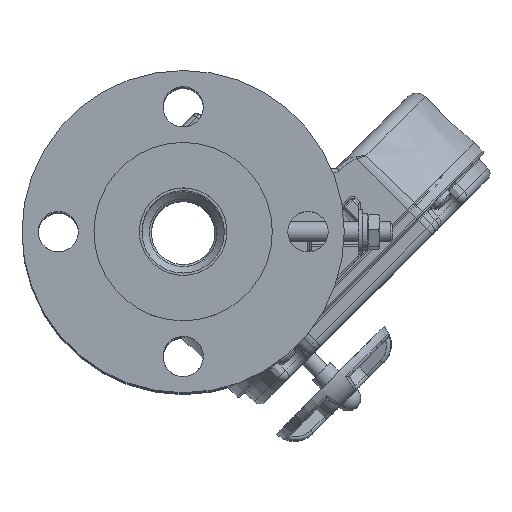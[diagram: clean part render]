
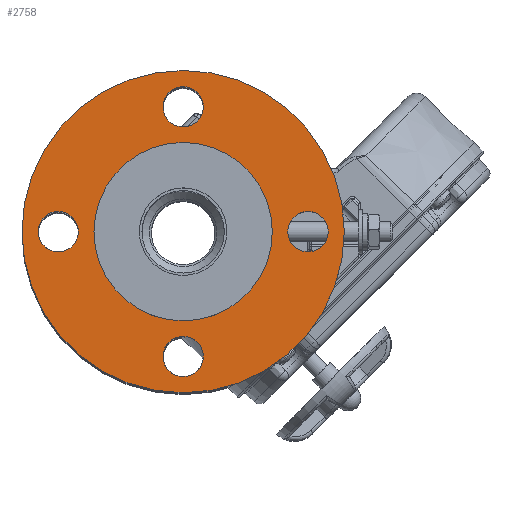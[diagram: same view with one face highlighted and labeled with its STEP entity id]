
A CAD part, top view. The second image highlights one B-rep face of the part: STEP entity #2758.
In plain terms, the highlighted planar face has unit normal (0, 0, 1).
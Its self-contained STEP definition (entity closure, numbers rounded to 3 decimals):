
#1186=FACE_BOUND('',#4862,.T.);
#1187=FACE_BOUND('',#4863,.T.);
#1188=FACE_BOUND('',#4864,.T.);
#1189=FACE_BOUND('',#4865,.T.);
#1190=FACE_BOUND('',#4866,.T.);
#1191=FACE_BOUND('',#4867,.T.);
#2758=ADVANCED_FACE('',(#1186,#1187,#1188,#1189,#1190,#1191),#3659,.T.);
#3659=PLANE('',#16345);
#4862=EDGE_LOOP('',(#7645));
#4863=EDGE_LOOP('',(#7646));
#4864=EDGE_LOOP('',(#7647));
#4865=EDGE_LOOP('',(#7648));
#4866=EDGE_LOOP('',(#7649));
#4867=EDGE_LOOP('',(#7650));
#6008=CIRCLE('',#16339,7.95);
#6009=CIRCLE('',#16340,7.95);
#6010=CIRCLE('',#16341,7.95);
#6011=CIRCLE('',#16342,7.95);
#6012=CIRCLE('',#16343,35.15);
#6013=CIRCLE('',#16344,63.5);
#7645=ORIENTED_EDGE('',*,*,#12919,.T.);
#7646=ORIENTED_EDGE('',*,*,#12920,.T.);
#7647=ORIENTED_EDGE('',*,*,#12921,.T.);
#7648=ORIENTED_EDGE('',*,*,#12922,.T.);
#7649=ORIENTED_EDGE('',*,*,#12923,.F.);
#7650=ORIENTED_EDGE('',*,*,#12924,.F.);
#11476=VERTEX_POINT('',#32647);
#11477=VERTEX_POINT('',#32649);
#11478=VERTEX_POINT('',#32651);
#11479=VERTEX_POINT('',#32653);
#11480=VERTEX_POINT('',#32655);
#11481=VERTEX_POINT('',#32657);
#12919=EDGE_CURVE('',#11476,#11476,#6008,.T.);
#12920=EDGE_CURVE('',#11477,#11477,#6009,.T.);
#12921=EDGE_CURVE('',#11478,#11478,#6010,.T.);
#12922=EDGE_CURVE('',#11479,#11479,#6011,.T.);
#12923=EDGE_CURVE('',#11480,#11480,#6012,.T.);
#12924=EDGE_CURVE('',#11481,#11481,#6013,.T.);
#16339=AXIS2_PLACEMENT_3D('',#32646,#18876,#18877);
#16340=AXIS2_PLACEMENT_3D('',#32648,#18878,#18879);
#16341=AXIS2_PLACEMENT_3D('',#32650,#18880,#18881);
#16342=AXIS2_PLACEMENT_3D('',#32652,#18882,#18883);
#16343=AXIS2_PLACEMENT_3D('',#32654,#18884,#18885);
#16344=AXIS2_PLACEMENT_3D('',#32656,#18886,#18887);
#16345=AXIS2_PLACEMENT_3D('',#32658,#18888,#18889);
#18876=DIRECTION('',(0.,0.,-1.));
#18877=DIRECTION('',(-0.707,-0.707,0.));
#18878=DIRECTION('',(0.,0.,-1.));
#18879=DIRECTION('',(0.707,-0.707,0.));
#18880=DIRECTION('',(0.,0.,-1.));
#18881=DIRECTION('',(0.707,0.707,0.));
#18882=DIRECTION('',(0.,0.,-1.));
#18883=DIRECTION('',(-0.707,0.707,0.));
#18884=DIRECTION('',(0.,0.,1.));
#18885=DIRECTION('',(1.,0.,0.));
#18886=DIRECTION('',(0.,0.,-1.));
#18887=DIRECTION('',(-1.,0.,0.));
#18888=DIRECTION('',(0.,0.,1.));
#18889=DIRECTION('',(1.,0.,0.));
#32646=CARTESIAN_POINT('',(-1.588,49.2,185.413));
#32647=CARTESIAN_POINT('',(-7.209,43.579,185.413));
#32648=CARTESIAN_POINT('',(-50.788,0.,185.413));
#32649=CARTESIAN_POINT('',(-45.166,-5.621,185.413));
#32650=CARTESIAN_POINT('',(-1.588,-49.2,185.413));
#32651=CARTESIAN_POINT('',(4.034,-43.579,185.413));
#32652=CARTESIAN_POINT('',(47.613,0.,185.413));
#32653=CARTESIAN_POINT('',(41.991,5.621,185.413));
#32654=CARTESIAN_POINT('',(-1.588,0.,185.413));
#32655=CARTESIAN_POINT('',(33.563,0.,185.413));
#32656=CARTESIAN_POINT('',(-1.588,0.,185.413));
#32657=CARTESIAN_POINT('',(-65.088,0.,185.413));
#32658=CARTESIAN_POINT('',(-1.588,0.,185.413));
